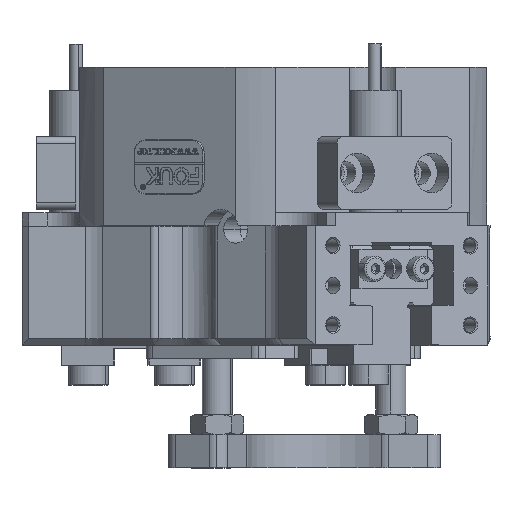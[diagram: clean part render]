
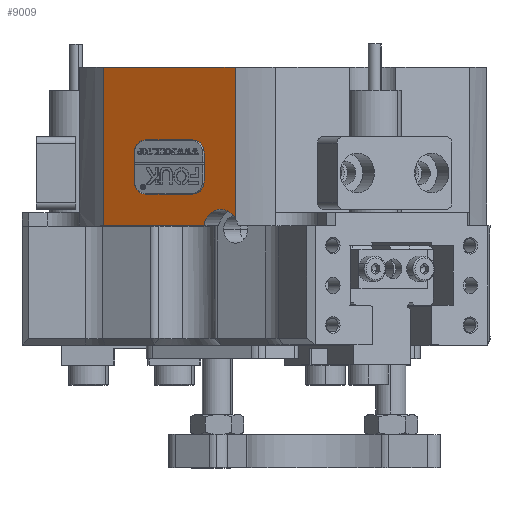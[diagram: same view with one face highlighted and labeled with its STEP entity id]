
A CAD part, top view. The second image highlights one B-rep face of the part: STEP entity #9009.
In plain terms, the highlighted planar face has unit normal (-0.5, 0, 0.866).
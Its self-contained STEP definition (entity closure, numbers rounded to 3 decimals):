
#695 = CARTESIAN_POINT ( 'NONE',  ( 51.344, -33.094, 67.663 ) ) ;
#723 = DIRECTION ( 'NONE',  ( -0.866, 0., -0.5 ) ) ;
#1172 = LINE ( 'NONE', #17453, #33671 ) ;
#1746 = VERTEX_POINT ( 'NONE', #42091 ) ;
#1879 = CIRCLE ( 'NONE', #38912, 2. ) ;
#1911 = EDGE_CURVE ( 'NONE', #18273, #43790, #35476, .T. ) ;
#2118 = VERTEX_POINT ( 'NONE', #695 ) ;
#2734 = VERTEX_POINT ( 'NONE', #26368 ) ;
#2787 = CIRCLE ( 'NONE', #28245, 2. ) ;
#2959 = ORIENTED_EDGE ( 'NONE', *, *, #1911, .T. ) ;
#3260 = ORIENTED_EDGE ( 'NONE', *, *, #38991, .F. ) ;
#3623 = DIRECTION ( 'NONE',  ( -0.5, 0., 0.866 ) ) ;
#3961 = EDGE_CURVE ( 'NONE', #38985, #8649, #18292, .T. ) ;
#4168 = ORIENTED_EDGE ( 'NONE', *, *, #14568, .F. ) ;
#4397 = LINE ( 'NONE', #22300, #22329 ) ;
#5103 = DIRECTION ( 'NONE',  ( -0.866, 0., -0.5 ) ) ;
#5362 = ORIENTED_EDGE ( 'NONE', *, *, #30135, .F. ) ;
#5761 = EDGE_CURVE ( 'NONE', #13282, #18273, #44507, .T. ) ;
#6005 = DIRECTION ( 'NONE',  ( 0.5, 0., -0.866 ) ) ;
#6403 = EDGE_CURVE ( 'NONE', #2734, #13282, #18688, .T. ) ;
#7028 = AXIS2_PLACEMENT_3D ( 'NONE', #12169, #26286, #8112 ) ;
#7392 = CARTESIAN_POINT ( 'NONE',  ( 60.127, -37.894, 72.734 ) ) ;
#8112 = DIRECTION ( 'NONE',  ( 0.866, 0., 0.5 ) ) ;
#8649 = VERTEX_POINT ( 'NONE', #39692 ) ;
#9009 = ADVANCED_FACE ( 'NONE', ( #31404, #19599 ), #20386, .F. ) ;
#9355 = CARTESIAN_POINT ( 'NONE',  ( 44.945, -13.894, 63.968 ) ) ;
#9844 = DIRECTION ( 'NONE',  ( -0.866, 0., -0.5 ) ) ;
#10266 = LINE ( 'NONE', #12294, #18129 ) ;
#10374 = CARTESIAN_POINT ( 'NONE',  ( 44.945, -55.894, 63.968 ) ) ;
#10402 = VERTEX_POINT ( 'NONE', #32977 ) ;
#11476 = VERTEX_POINT ( 'NONE', #30363 ) ;
#12169 = CARTESIAN_POINT ( 'NONE',  ( 62.689, -38.394, 74.213 ) ) ;
#12294 = CARTESIAN_POINT ( 'NONE',  ( 58.445, -24.894, 71.763 ) ) ;
#12734 = VECTOR ( 'NONE', #13393, 1000. ) ;
#13204 = AXIS2_PLACEMENT_3D ( 'NONE', #18037, #3623, #21161 ) ;
#13282 = VERTEX_POINT ( 'NONE', #9355 ) ;
#13393 = DIRECTION ( 'NONE',  ( 0., -1., 0. ) ) ;
#13402 = VERTEX_POINT ( 'NONE', #45872 ) ;
#13547 = CARTESIAN_POINT ( 'NONE',  ( 58.445, -24.894, 71.763 ) ) ;
#13714 = VERTEX_POINT ( 'NONE', #44906 ) ;
#13720 = AXIS2_PLACEMENT_3D ( 'NONE', #42202, #6005, #27764 ) ;
#13987 = CIRCLE ( 'NONE', #13204, 2. ) ;
#14383 = VERTEX_POINT ( 'NONE', #13547 ) ;
#14568 = EDGE_CURVE ( 'NONE', #2118, #38985, #25603, .T. ) ;
#14763 = ORIENTED_EDGE ( 'NONE', *, *, #26869, .F. ) ;
#14906 = DIRECTION ( 'NONE',  ( 0.866, 0., 0.5 ) ) ;
#15231 = EDGE_CURVE ( 'NONE', #13714, #43790, #27217, .T. ) ;
#15687 = CARTESIAN_POINT ( 'NONE',  ( 51.344, -26.894, 67.663 ) ) ;
#15884 = VECTOR ( 'NONE', #40689, 1000. ) ;
#17453 = CARTESIAN_POINT ( 'NONE',  ( 60.177, -31.094, 72.763 ) ) ;
#18037 = CARTESIAN_POINT ( 'NONE',  ( 51.344, -31.094, 67.663 ) ) ;
#18062 = CARTESIAN_POINT ( 'NONE',  ( 58.445, -33.094, 71.763 ) ) ;
#18129 = VECTOR ( 'NONE', #5103, 1000. ) ;
#18240 = ORIENTED_EDGE ( 'NONE', *, *, #18285, .F. ) ;
#18273 = VERTEX_POINT ( 'NONE', #40262 ) ;
#18285 = EDGE_CURVE ( 'NONE', #1746, #11476, #1879, .T. ) ;
#18292 = CIRCLE ( 'NONE', #42186, 2. ) ;
#18298 = VECTOR ( 'NONE', #14906, 1000. ) ;
#18688 = LINE ( 'NONE', #44327, #15884 ) ;
#19599 = FACE_OUTER_BOUND ( 'NONE', #41241, .T. ) ;
#20386 = PLANE ( 'NONE',  #13720 ) ;
#20753 = ORIENTED_EDGE ( 'NONE', *, *, #27695, .F. ) ;
#21161 = DIRECTION ( 'NONE',  ( -0.866, 0., -0.5 ) ) ;
#21482 = ORIENTED_EDGE ( 'NONE', *, *, #6403, .T. ) ;
#21973 = DIRECTION ( 'NONE',  ( -0.5, 0., 0.866 ) ) ;
#22300 = CARTESIAN_POINT ( 'NONE',  ( 64.844, -55.894, 75.457 ) ) ;
#22329 = VECTOR ( 'NONE', #32955, 1000. ) ;
#22680 = ORIENTED_EDGE ( 'NONE', *, *, #5761, .T. ) ;
#23808 = VECTOR ( 'NONE', #46293, 1000. ) ;
#24162 = ORIENTED_EDGE ( 'NONE', *, *, #34545, .T. ) ;
#25418 = CARTESIAN_POINT ( 'NONE',  ( 58.445, -26.894, 71.763 ) ) ;
#25603 = LINE ( 'NONE', #44037, #18298 ) ;
#25750 = CARTESIAN_POINT ( 'NONE',  ( 54.894, -37.894, 69.713 ) ) ;
#25940 = VECTOR ( 'NONE', #30269, 1000. ) ;
#26286 = DIRECTION ( 'NONE',  ( -0.5, 0., 0.866 ) ) ;
#26368 = CARTESIAN_POINT ( 'NONE',  ( 64.844, -13.894, 75.457 ) ) ;
#26869 = EDGE_CURVE ( 'NONE', #8649, #10402, #1172, .T. ) ;
#27217 = CIRCLE ( 'NONE', #7028, 3. ) ;
#27695 = EDGE_CURVE ( 'NONE', #13402, #2118, #13987, .T. ) ;
#27764 = DIRECTION ( 'NONE',  ( -0.866, 0., -0.5 ) ) ;
#28245 = AXIS2_PLACEMENT_3D ( 'NONE', #25418, #21973, #723 ) ;
#29719 = ORIENTED_EDGE ( 'NONE', *, *, #3961, .F. ) ;
#30135 = EDGE_CURVE ( 'NONE', #14383, #1746, #10266, .T. ) ;
#30269 = DIRECTION ( 'NONE',  ( 0.866, 0., 0.5 ) ) ;
#30363 = CARTESIAN_POINT ( 'NONE',  ( 49.612, -26.894, 66.663 ) ) ;
#30815 = ORIENTED_EDGE ( 'NONE', *, *, #15231, .F. ) ;
#31220 = LINE ( 'NONE', #31411, #12734 ) ;
#31404 = FACE_BOUND ( 'NONE', #43066, .T. ) ;
#31411 = CARTESIAN_POINT ( 'NONE',  ( 49.612, -26.894, 66.663 ) ) ;
#32955 = DIRECTION ( 'NONE',  ( 0., 1., 0. ) ) ;
#32977 = CARTESIAN_POINT ( 'NONE',  ( 60.177, -26.894, 72.763 ) ) ;
#33671 = VECTOR ( 'NONE', #46132, 1000. ) ;
#34545 = EDGE_CURVE ( 'NONE', #13714, #2734, #4397, .T. ) ;
#35256 = ORIENTED_EDGE ( 'NONE', *, *, #40975, .F. ) ;
#35476 = LINE ( 'NONE', #25750, #25940 ) ;
#37283 = DIRECTION ( 'NONE',  ( -0.5, 0., 0.866 ) ) ;
#38679 = CARTESIAN_POINT ( 'NONE',  ( 58.445, -31.094, 71.763 ) ) ;
#38912 = AXIS2_PLACEMENT_3D ( 'NONE', #15687, #37283, #40889 ) ;
#38985 = VERTEX_POINT ( 'NONE', #18062 ) ;
#38991 = EDGE_CURVE ( 'NONE', #10402, #14383, #2787, .T. ) ;
#39692 = CARTESIAN_POINT ( 'NONE',  ( 60.177, -31.094, 72.763 ) ) ;
#40262 = CARTESIAN_POINT ( 'NONE',  ( 44.945, -37.894, 63.968 ) ) ;
#40689 = DIRECTION ( 'NONE',  ( -0.866, 0., -0.5 ) ) ;
#40889 = DIRECTION ( 'NONE',  ( -0.866, 0., -0.5 ) ) ;
#40975 = EDGE_CURVE ( 'NONE', #11476, #13402, #31220, .T. ) ;
#41241 = EDGE_LOOP ( 'NONE', ( #2959, #30815, #24162, #21482, #22680 ) ) ;
#42091 = CARTESIAN_POINT ( 'NONE',  ( 51.344, -24.894, 67.663 ) ) ;
#42186 = AXIS2_PLACEMENT_3D ( 'NONE', #38679, #42775, #9844 ) ;
#42202 = CARTESIAN_POINT ( 'NONE',  ( 76.545, -47.894, 82.213 ) ) ;
#42775 = DIRECTION ( 'NONE',  ( -0.5, 0., 0.866 ) ) ;
#43066 = EDGE_LOOP ( 'NONE', ( #29719, #4168, #20753, #35256, #18240, #5362, #3260, #14763 ) ) ;
#43790 = VERTEX_POINT ( 'NONE', #7392 ) ;
#44037 = CARTESIAN_POINT ( 'NONE',  ( 51.344, -33.094, 67.663 ) ) ;
#44327 = CARTESIAN_POINT ( 'NONE',  ( 54.894, -13.894, 69.713 ) ) ;
#44507 = LINE ( 'NONE', #10374, #23808 ) ;
#44906 = CARTESIAN_POINT ( 'NONE',  ( 64.844, -36.72, 75.457 ) ) ;
#45872 = CARTESIAN_POINT ( 'NONE',  ( 49.612, -31.094, 66.663 ) ) ;
#46132 = DIRECTION ( 'NONE',  ( 0., 1., 0. ) ) ;
#46293 = DIRECTION ( 'NONE',  ( 0., -1., 0. ) ) ;
